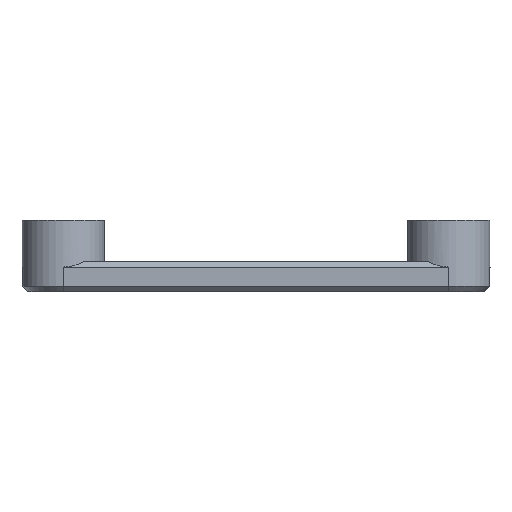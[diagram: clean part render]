
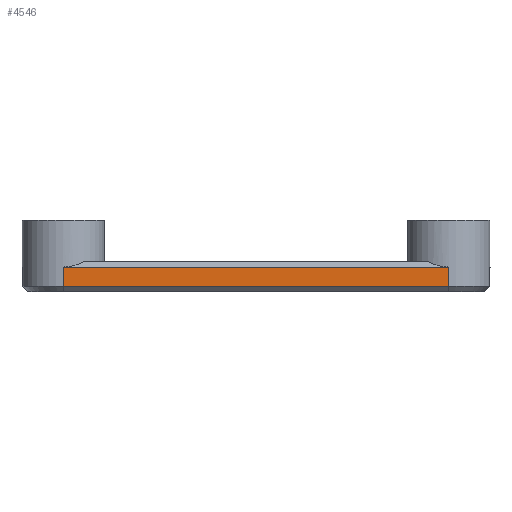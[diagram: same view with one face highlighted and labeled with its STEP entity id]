
A CAD part, left-side view. The second image highlights one B-rep face of the part: STEP entity #4546.
In plain terms, the highlighted planar face has unit normal (-1, 0, 0).
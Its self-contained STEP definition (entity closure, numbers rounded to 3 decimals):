
#102=ELLIPSE('',#4923,4.244,3.001);
#103=ELLIPSE('',#4924,4.244,3.001);
#427=CIRCLE('',#4922,3.001);
#557=FACE_OUTER_BOUND('',#845,.T.);
#845=EDGE_LOOP('',(#3511,#3512,#3513,#3514,#3515,#3516,#3517,#3518));
#1170=LINE('',#6918,#1579);
#1214=LINE('',#7051,#1623);
#1215=LINE('',#7055,#1624);
#1216=LINE('',#7056,#1625);
#1217=LINE('',#7057,#1626);
#1579=VECTOR('',#5471,10.);
#1623=VECTOR('',#5611,10.);
#1624=VECTOR('',#5614,10.);
#1625=VECTOR('',#5615,10.);
#1626=VECTOR('',#5616,10.);
#2081=VERTEX_POINT('',#6913);
#2082=VERTEX_POINT('',#6917);
#2120=VERTEX_POINT('',#7045);
#2121=VERTEX_POINT('',#7046);
#2122=VERTEX_POINT('',#7048);
#2123=VERTEX_POINT('',#7050);
#2124=VERTEX_POINT('',#7052);
#2125=VERTEX_POINT('',#7054);
#2580=EDGE_CURVE('',#2081,#2082,#1170,.T.);
#2644=EDGE_CURVE('',#2120,#2121,#427,.T.);
#2645=EDGE_CURVE('',#2120,#2122,#102,.F.);
#2646=EDGE_CURVE('',#2123,#2122,#1214,.T.);
#2647=EDGE_CURVE('',#2124,#2123,#103,.F.);
#2648=EDGE_CURVE('',#2125,#2124,#1215,.T.);
#2649=EDGE_CURVE('',#2125,#2082,#1216,.T.);
#2650=EDGE_CURVE('',#2121,#2081,#1217,.T.);
#3511=ORIENTED_EDGE('',*,*,#2644,.F.);
#3512=ORIENTED_EDGE('',*,*,#2645,.T.);
#3513=ORIENTED_EDGE('',*,*,#2646,.F.);
#3514=ORIENTED_EDGE('',*,*,#2647,.F.);
#3515=ORIENTED_EDGE('',*,*,#2648,.F.);
#3516=ORIENTED_EDGE('',*,*,#2649,.T.);
#3517=ORIENTED_EDGE('',*,*,#2580,.F.);
#3518=ORIENTED_EDGE('',*,*,#2650,.F.);
#4382=PLANE('',#4921);
#4546=ADVANCED_FACE('',(#557),#4382,.T.);
#4921=AXIS2_PLACEMENT_3D('',#7044,#5605,#5606);
#4922=AXIS2_PLACEMENT_3D('',#7047,#5607,#5608);
#4923=AXIS2_PLACEMENT_3D('',#7049,#5609,#5610);
#4924=AXIS2_PLACEMENT_3D('',#7053,#5612,#5613);
#5471=DIRECTION('',(0.,1.,0.));
#5605=DIRECTION('center_axis',(-1.,0.,0.));
#5606=DIRECTION('ref_axis',(0.,1.,0.));
#5607=DIRECTION('center_axis',(0.,0.,
1.));
#5608=DIRECTION('ref_axis',(0.,-1.,0.));
#5609=DIRECTION('center_axis',(-0.707,0.,
0.707));
#5610=DIRECTION('ref_axis',(-0.707,0.,-0.707));
#5611=DIRECTION('',(0.,-1.,0.));
#5612=DIRECTION('center_axis',(0.707,0.,
-0.707));
#5613=DIRECTION('ref_axis',(-0.707,0.,-0.707));
#5614=DIRECTION('',(0.,-1.,0.));
#5615=DIRECTION('',(0.,0.,-1.));
#5616=DIRECTION('',(0.,0.,-1.));
#6913=CARTESIAN_POINT('',(-67.422,-1.,7.));
#6917=CARTESIAN_POINT('',(-67.422,27.,7.));
#6918=CARTESIAN_POINT('',(-67.422,-0.5,7.));
#7044=CARTESIAN_POINT('Origin',(-67.422,-1.,8.8));
#7045=CARTESIAN_POINT('',(-67.422,-0.999,8.4));
#7046=CARTESIAN_POINT('',(-67.422,-1.,8.4));
#7047=CARTESIAN_POINT('Origin',(-64.421,-0.999,8.4));
#7048=CARTESIAN_POINT('',(-67.422,-0.998,8.4));
#7049=CARTESIAN_POINT('Origin',(-64.421,-0.999,11.401));
#7050=CARTESIAN_POINT('',(-67.422,26.998,8.4));
#7051=CARTESIAN_POINT('',(-67.422,-2.5,8.4));
#7052=CARTESIAN_POINT('',(-67.422,26.999,8.4));
#7053=CARTESIAN_POINT('Origin',(-64.421,26.999,11.401));
#7054=CARTESIAN_POINT('',(-67.422,27.,8.4));
#7055=CARTESIAN_POINT('',(-67.422,-2.5,8.4));
#7056=CARTESIAN_POINT('',(-67.422,27.,8.8));
#7057=CARTESIAN_POINT('',(-67.422,-1.,8.8));
